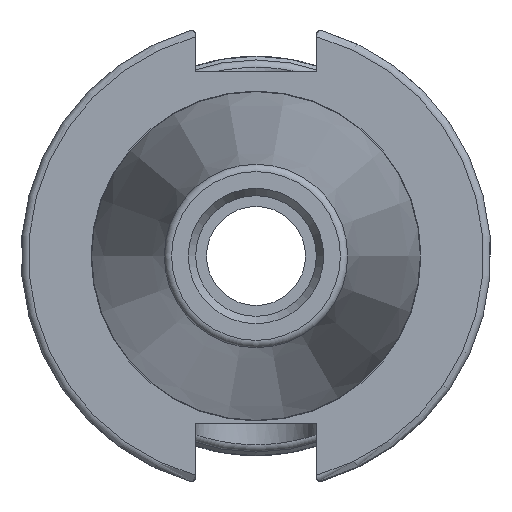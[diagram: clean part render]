
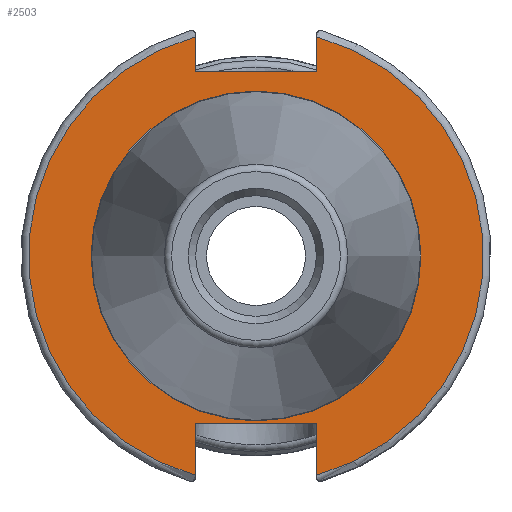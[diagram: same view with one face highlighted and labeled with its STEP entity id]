
A CAD part, left-side view. The second image highlights one B-rep face of the part: STEP entity #2503.
In plain terms, the highlighted planar face has unit normal (-1, 0, 0).
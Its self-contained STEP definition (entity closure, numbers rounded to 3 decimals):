
#111=FACE_BOUND('',#432,.T.);
#129=PLANE('',#2737);
#280=FACE_OUTER_BOUND('',#431,.T.);
#431=EDGE_LOOP('',(#1693,#1694,#1695,#1696,#1697,#1698,#1699,#1700));
#432=EDGE_LOOP('',(#1701));
#605=LINE('',#3770,#746);
#606=LINE('',#3774,#747);
#607=LINE('',#3776,#748);
#608=LINE('',#3778,#749);
#609=LINE('',#3782,#750);
#610=LINE('',#3783,#751);
#746=VECTOR('',#3042,10.);
#747=VECTOR('',#3045,10.);
#748=VECTOR('',#3046,10.);
#749=VECTOR('',#3047,10.);
#750=VECTOR('',#3050,10.);
#751=VECTOR('',#3051,10.);
#884=CIRCLE('',#2738,30.75);
#885=CIRCLE('',#2739,30.75);
#886=CIRCLE('',#2740,22.3);
#1026=VERTEX_POINT('',#3768);
#1027=VERTEX_POINT('',#3769);
#1028=VERTEX_POINT('',#3771);
#1029=VERTEX_POINT('',#3773);
#1030=VERTEX_POINT('',#3775);
#1031=VERTEX_POINT('',#3777);
#1032=VERTEX_POINT('',#3779);
#1033=VERTEX_POINT('',#3781);
#1034=VERTEX_POINT('',#3784);
#1292=EDGE_CURVE('',#1026,#1027,#605,.T.);
#1293=EDGE_CURVE('',#1028,#1027,#884,.T.);
#1294=EDGE_CURVE('',#1028,#1029,#606,.T.);
#1295=EDGE_CURVE('',#1029,#1030,#607,.T.);
#1296=EDGE_CURVE('',#1030,#1031,#608,.T.);
#1297=EDGE_CURVE('',#1032,#1031,#885,.T.);
#1298=EDGE_CURVE('',#1032,#1033,#609,.T.);
#1299=EDGE_CURVE('',#1033,#1026,#610,.T.);
#1300=EDGE_CURVE('',#1034,#1034,#886,.T.);
#1693=ORIENTED_EDGE('',*,*,#1292,.T.);
#1694=ORIENTED_EDGE('',*,*,#1293,.F.);
#1695=ORIENTED_EDGE('',*,*,#1294,.T.);
#1696=ORIENTED_EDGE('',*,*,#1295,.T.);
#1697=ORIENTED_EDGE('',*,*,#1296,.T.);
#1698=ORIENTED_EDGE('',*,*,#1297,.F.);
#1699=ORIENTED_EDGE('',*,*,#1298,.T.);
#1700=ORIENTED_EDGE('',*,*,#1299,.T.);
#1701=ORIENTED_EDGE('',*,*,#1300,.F.);
#2503=ADVANCED_FACE('',(#280,#111),#129,.T.);
#2737=AXIS2_PLACEMENT_3D('',#3767,#3040,#3041);
#2738=AXIS2_PLACEMENT_3D('',#3772,#3043,#3044);
#2739=AXIS2_PLACEMENT_3D('',#3780,#3048,#3049);
#2740=AXIS2_PLACEMENT_3D('',#3785,#3052,#3053);
#3040=DIRECTION('center_axis',(-1.,0.,0.));
#3041=DIRECTION('ref_axis',(0.,0.,1.));
#3042=DIRECTION('',(0.,0.,-1.));
#3043=DIRECTION('center_axis',(1.,0.,0.));
#3044=DIRECTION('ref_axis',(0.,-1.,0.));
#3045=DIRECTION('',(0.,0.,-1.));
#3046=DIRECTION('',(0.,1.,0.));
#3047=DIRECTION('',(0.,0.,1.));
#3048=DIRECTION('center_axis',(1.,0.,0.));
#3049=DIRECTION('ref_axis',(0.,1.,0.));
#3050=DIRECTION('',(0.,0.,1.));
#3051=DIRECTION('',(0.,-1.,0.));
#3052=DIRECTION('center_axis',(-1.,0.,0.));
#3053=DIRECTION('ref_axis',(0.,-1.,0.));
#3767=CARTESIAN_POINT('Origin',(3.175,31.75,0.));
#3768=CARTESIAN_POINT('',(3.175,-8.19,-22.6));
#3769=CARTESIAN_POINT('',(3.175,-8.19,-29.639));
#3770=CARTESIAN_POINT('',(3.175,-8.19,-11.3));
#3771=CARTESIAN_POINT('',(3.175,-8.19,29.639));
#3772=CARTESIAN_POINT('Origin',(3.175,0.,0.));
#3773=CARTESIAN_POINT('',(3.175,-8.19,25.));
#3774=CARTESIAN_POINT('',(3.175,-8.19,12.5));
#3775=CARTESIAN_POINT('',(3.175,8.19,25.));
#3776=CARTESIAN_POINT('',(3.175,15.875,25.));
#3777=CARTESIAN_POINT('',(3.175,8.19,29.639));
#3778=CARTESIAN_POINT('',(3.175,8.19,12.5));
#3779=CARTESIAN_POINT('',(3.175,8.19,-29.639));
#3780=CARTESIAN_POINT('Origin',(3.175,0.,0.));
#3781=CARTESIAN_POINT('',(3.175,8.19,-22.6));
#3782=CARTESIAN_POINT('',(3.175,8.19,-11.3));
#3783=CARTESIAN_POINT('',(3.175,15.875,-22.6));
#3784=CARTESIAN_POINT('',(3.175,0.,22.3));
#3785=CARTESIAN_POINT('Origin',(3.175,0.,0.));
